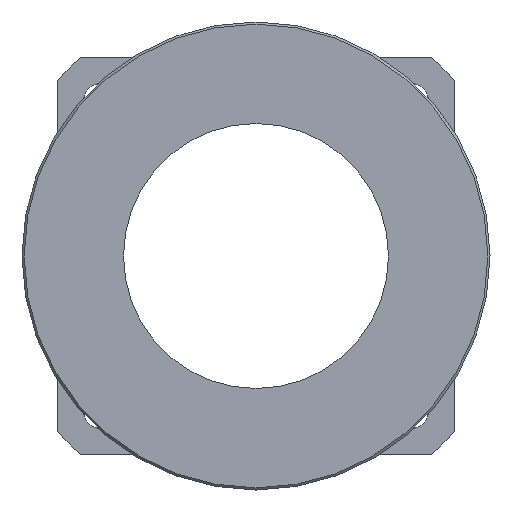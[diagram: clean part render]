
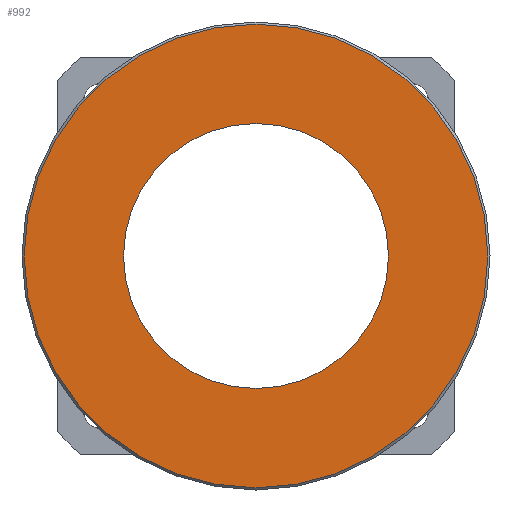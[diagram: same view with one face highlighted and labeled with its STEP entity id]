
A CAD part, left-side view. The second image highlights one B-rep face of the part: STEP entity #992.
In plain terms, the highlighted planar face has unit normal (-1, 0, 0).
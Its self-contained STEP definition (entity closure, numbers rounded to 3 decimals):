
#146=PLANE($,#1065);
#259=FACE_BOUND($,#362,.T.);
#260=FACE_BOUND($,#363,.T.);
#362=EDGE_LOOP($,(#750));
#363=EDGE_LOOP($,(#751));
#462=CIRCLE($,#1064,52.5);
#463=CIRCLE($,#1066,30.);
#522=VERTEX_POINT($,#1475);
#523=VERTEX_POINT($,#1478);
#618=EDGE_CURVE($,#522,#522,#462,.T.);
#619=EDGE_CURVE($,#523,#523,#463,.T.);
#750=ORIENTED_EDGE($,*,*,#619,.T.);
#751=ORIENTED_EDGE($,*,*,#618,.F.);
#992=ADVANCED_FACE($,(#259,#260),#146,.T.);
#1064=AXIS2_PLACEMENT_3D($,#1476,#1198,#1199);
#1065=AXIS2_PLACEMENT_3D($,#1477,#1200,#1201);
#1066=AXIS2_PLACEMENT_3D($,#1479,#1202,#1203);
#1198=DIRECTION('center_axis',(1.,0.,0.));
#1199=DIRECTION('ref_axis',(0.,-1.,0.));
#1200=DIRECTION('center_axis',(-1.,0.,0.));
#1201=DIRECTION('ref_axis',(0.,0.,1.));
#1202=DIRECTION('center_axis',(1.,0.,0.));
#1203=DIRECTION('ref_axis',(0.,0.,-1.));
#1475=CARTESIAN_POINT('',(0.,52.5,0.));
#1476=CARTESIAN_POINT('Origin',(0.,0.,0.));
#1477=CARTESIAN_POINT('Origin',(0.,41.5,0.));
#1478=CARTESIAN_POINT('',(0.,0.,30.));
#1479=CARTESIAN_POINT('Origin',(0.,0.,0.));
